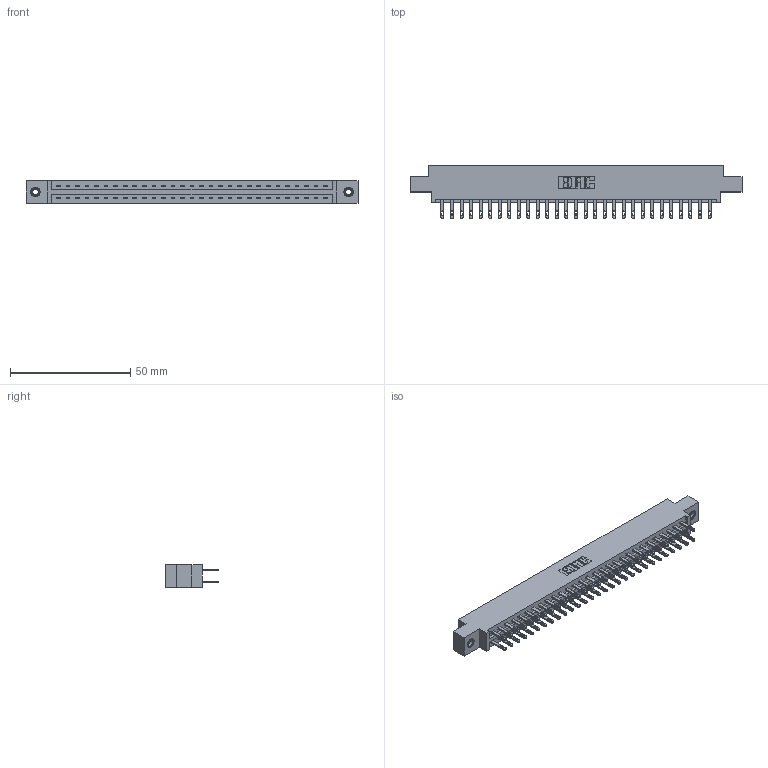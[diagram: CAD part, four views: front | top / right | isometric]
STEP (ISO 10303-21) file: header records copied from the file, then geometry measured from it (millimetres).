
FILE_DESCRIPTION (( 'STEP AP203' ), '1' );
FILE_NAME ('887-058-500-807.STEP', '2020-09-21T02:00:30', ( '' ), ( '' ), 'SwSTEP 2.0', 'SolidWorks 2020', '' );
FILE_SCHEMA (( 'CONFIG_CONTROL_DESIGN' ));
Length unit declared in the file: inch
Products named in the file (4): 345-250-001_345-250-005-103; 837 Part_0.170 Offset - 0.156 Dia-TI; 345-292-001_345-293-100; 887-058-500-807
Assembly tree (61 placements, depth 2):
  887-058-500-807
    837 Part_0.170 Offset - 0.156 Dia-TI
    345-292-001_345-293-100  x58
    345-250-001_345-250-005-103  x2
Bounding box: 137.92 x 21.85 x 9.4 mm (x, y, z)
Volume: 14408.5 mm3; surface area: 16949.9 mm2
Topology: 61 solids, 61 shells, 3078 faces, 9333 edges, 6214 vertices
Faces by surface type: plane 1962, cylinder 1100, cone 12, torus 4
Entity records: 25414 total; most frequent: CARTESIAN_POINT 4273, ORIENTED_EDGE 4202, DIRECTION 3691, EDGE_CURVE 2101, LINE 1949, VECTOR 1949, VERTEX_POINT 1396, AXIS2_PLACEMENT_3D 871
